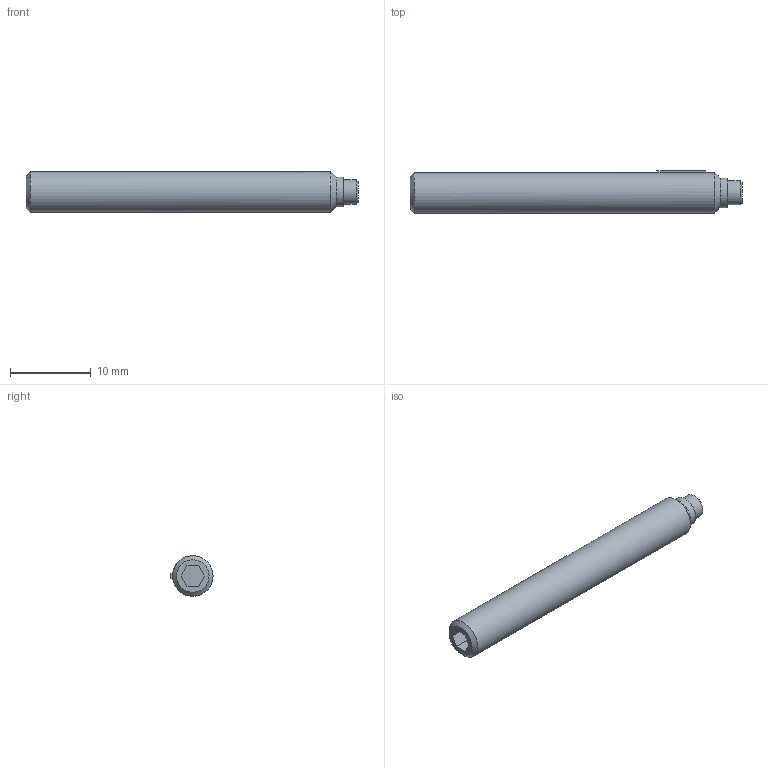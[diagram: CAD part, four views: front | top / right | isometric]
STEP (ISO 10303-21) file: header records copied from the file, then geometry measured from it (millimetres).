
FILE_DESCRIPTION( ( 'STEP AP214' ), '1' );
FILE_NAME( 'K0668.305X41.stp', '2020-12-09T10:53:47', ( '' ), ( '' ), ' ', 'PARTsolutions', ' ' );
FILE_SCHEMA( ( 'AUTOMOTIVE_DESIGN { 1 0 10303 214 1 1 1 1 }' ) );
Length unit declared in the file: millimetre
Products named in the file (1): _K0668.305X41
Bounding box: 41 x 5.2 x 5 mm (x, y, z)
Volume: 751.5 mm3; surface area: 705.6 mm2
Topology: 1 solids, 2 shells, 31 faces, 71 edges, 45 vertices
Faces by surface type: plane 23, cone 4, cylinder 4
Full cylindrical faces by diameter (mm): 3 x2, 5 x1
Entity records: 1090 total; most frequent: CARTESIAN_POINT 146, DIRECTION 138, ORIENTED_EDGE 128, EDGE_CURVE 64, LINE 50, VECTOR 50, AXIS2_PLACEMENT_3D 44, VERTEX_POINT 44
